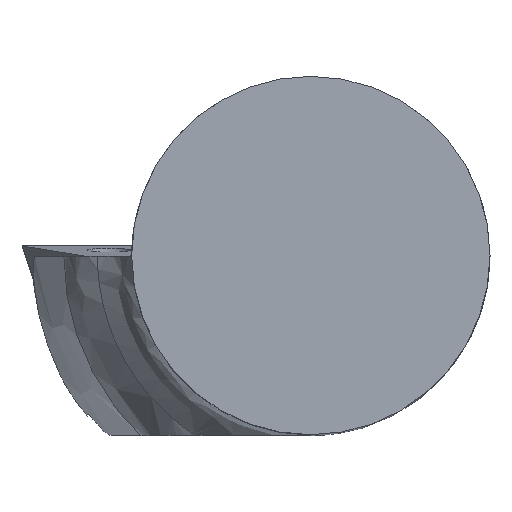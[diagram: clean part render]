
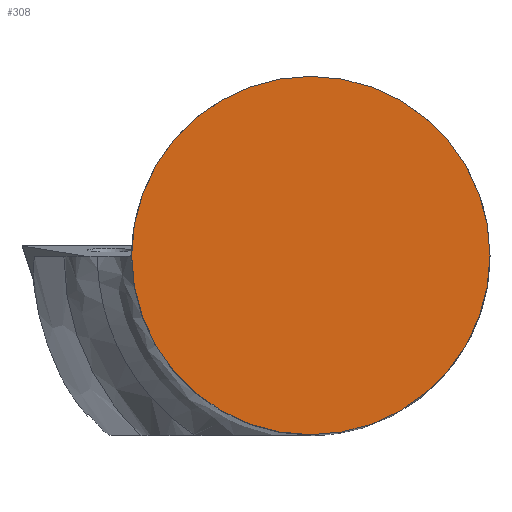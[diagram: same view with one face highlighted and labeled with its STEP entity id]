
A CAD part, top view. The second image highlights one B-rep face of the part: STEP entity #308.
In plain terms, the highlighted planar face has unit normal (0, 0, 1).
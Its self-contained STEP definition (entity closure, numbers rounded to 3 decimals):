
#308=ADVANCED_FACE('240[2]',(#717),#718,.T.);
#444=EDGE_CURVE('240[2]',#886,#886,#887,.T.);
#717=FACE_OUTER_BOUND('',#1269,.T.);
#718=PLANE('',#1270);
#886=VERTEX_POINT('',#1690);
#887=CIRCLE('',#1691,8.0);
#1269=EDGE_LOOP('',(#2105));
#1270=AXIS2_PLACEMENT_3D('',#2106,#2107,#2108);
#1690=CARTESIAN_POINT('',(-8.0,0.,0.0));
#1691=AXIS2_PLACEMENT_3D('',#2301,#2302,#2303);
#2105=ORIENTED_EDGE('',*,*,#444,.F.);
#2106=CARTESIAN_POINT('',(0.,0.,0.0));
#2107=DIRECTION('',(0.,0.,1.0));
#2108=DIRECTION('',(-1.0,0.,0.0));
#2301=CARTESIAN_POINT('',(0.,0.,0.0));
#2302=DIRECTION('',(0.,0.,-1.0));
#2303=DIRECTION('',(-1.0,0.,0.));
